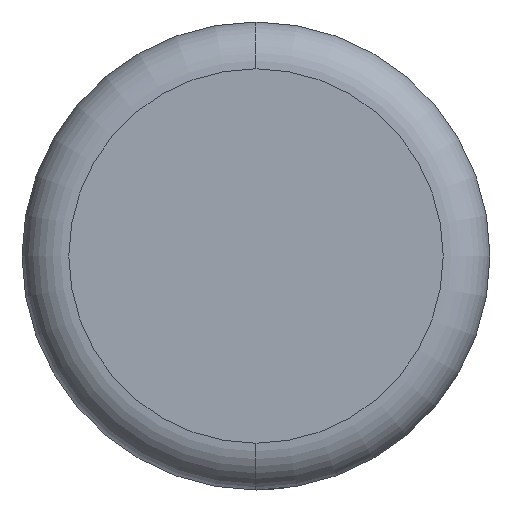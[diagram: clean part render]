
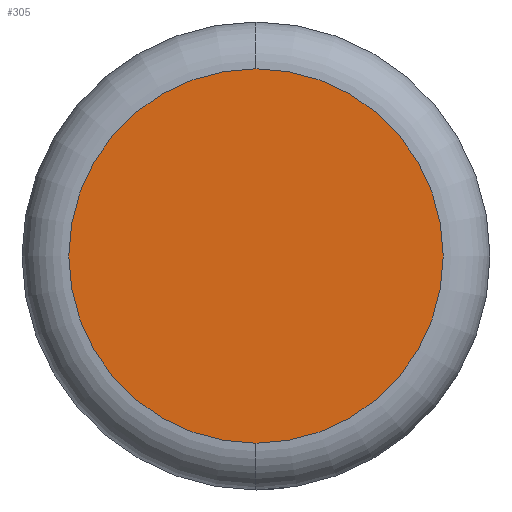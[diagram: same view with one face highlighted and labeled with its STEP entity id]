
A CAD part, left-side view. The second image highlights one B-rep face of the part: STEP entity #305.
In plain terms, the highlighted planar face has unit normal (-1, 0, 0).
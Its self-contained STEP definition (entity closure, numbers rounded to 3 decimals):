
#1 = PLANE ( 'NONE',  #524 ) ;
#58 = DIRECTION ( 'NONE',  ( -1., 0., 0. ) ) ;
#60 = DIRECTION ( 'NONE',  ( -1., 0., 0. ) ) ;
#74 = CIRCLE ( 'NONE', #254, 4. ) ;
#84 = CIRCLE ( 'NONE', #397, 4. ) ;
#121 = CARTESIAN_POINT ( 'NONE',  ( 0., 0., -4. ) ) ;
#127 = VERTEX_POINT ( 'NONE', #121 ) ;
#140 = CARTESIAN_POINT ( 'NONE',  ( 0., 0., 0. ) ) ;
#163 = CARTESIAN_POINT ( 'NONE',  ( 0., 0., 0. ) ) ;
#224 = CARTESIAN_POINT ( 'NONE',  ( 0., 0., 0. ) ) ;
#239 = EDGE_LOOP ( 'NONE', ( #262, #253 ) ) ;
#245 = FACE_OUTER_BOUND ( 'NONE', #239, .T. ) ;
#253 = ORIENTED_EDGE ( 'NONE', *, *, #490, .T. ) ;
#254 = AXIS2_PLACEMENT_3D ( 'NONE', #140, #60, #364 ) ;
#262 = ORIENTED_EDGE ( 'NONE', *, *, #548, .T. ) ;
#296 = DIRECTION ( 'NONE',  ( 0., 0., -1. ) ) ;
#305 = ADVANCED_FACE ( 'NONE', ( #245 ), #1, .F. ) ;
#364 = DIRECTION ( 'NONE',  ( 0., 0., 1. ) ) ;
#397 = AXIS2_PLACEMENT_3D ( 'NONE', #224, #58, #402 ) ;
#402 = DIRECTION ( 'NONE',  ( 0., 0., 1. ) ) ;
#469 = DIRECTION ( 'NONE',  ( 1., 0., 0. ) ) ;
#490 = EDGE_CURVE ( 'NONE', #127, #540, #74, .T. ) ;
#522 = CARTESIAN_POINT ( 'NONE',  ( 0., 0., 4. ) ) ;
#524 = AXIS2_PLACEMENT_3D ( 'NONE', #163, #469, #296 ) ;
#540 = VERTEX_POINT ( 'NONE', #522 ) ;
#548 = EDGE_CURVE ( 'NONE', #540, #127, #84, .T. ) ;
